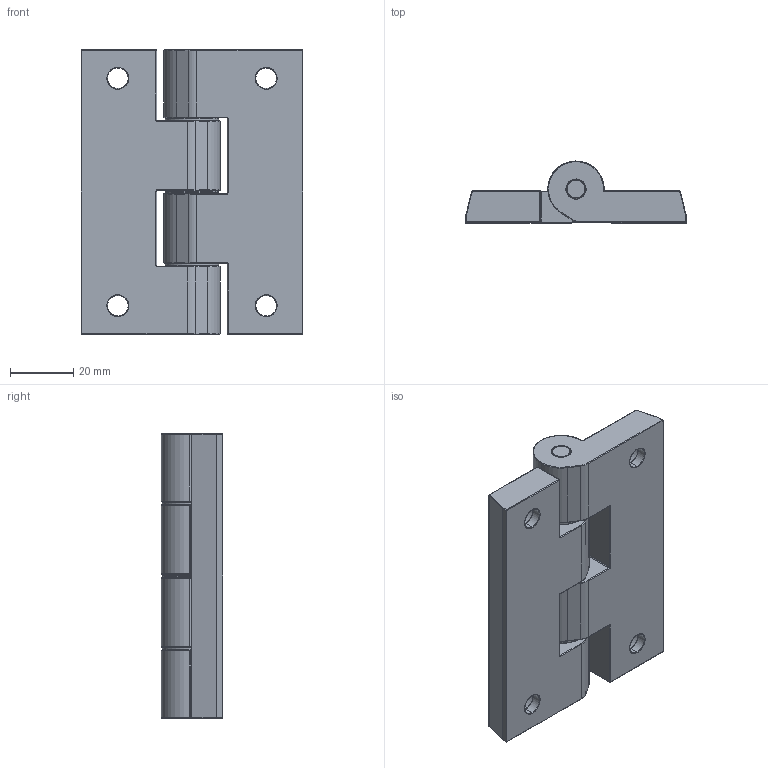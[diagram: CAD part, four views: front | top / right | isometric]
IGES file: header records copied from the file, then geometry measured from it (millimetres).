
Start section: SolidWorks IGES file using analytic representation for surfaces
Global section: file name: OH-208-1_3D.IGS; native system: SolidWorks 2020; preprocessor: SolidWorks 2020; author: user; date: 250109.115014; units: millimetre
Bounding box: 70 x 19.5 x 90 mm (x, y, z)
Surface area: 24576.4 mm2 (no closed solid volume)
Topology: 0 solids, 0 shells, 289 faces, 2729 edges, 2708 vertices
Faces by surface type: bspline 158, revolution 131
